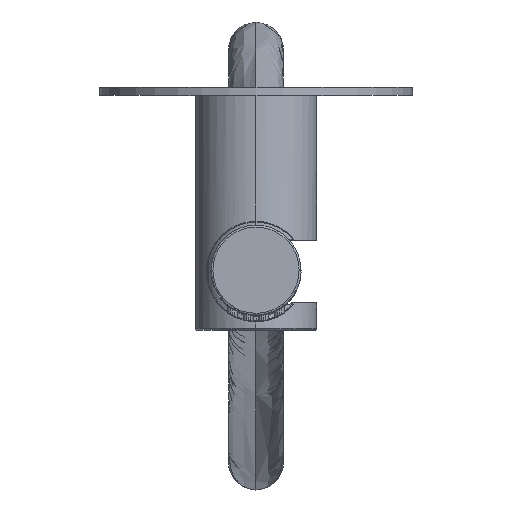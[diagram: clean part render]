
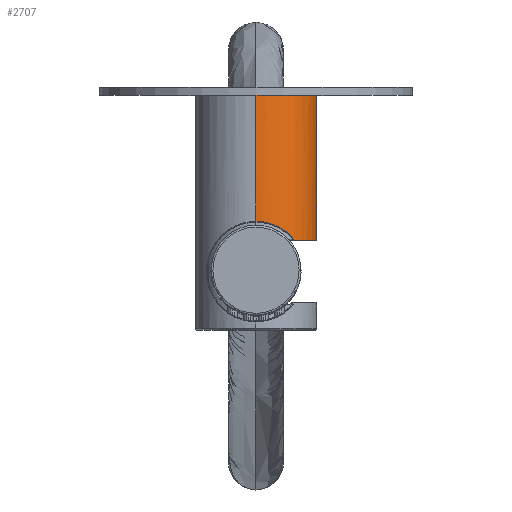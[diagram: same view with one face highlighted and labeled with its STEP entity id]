
A CAD part, top view. The second image highlights one B-rep face of the part: STEP entity #2707.
In plain terms, the highlighted cylindrical face has radius 15.5 mm (diameter 31 mm), a partial arc.
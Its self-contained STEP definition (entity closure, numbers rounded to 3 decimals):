
#2570=CARTESIAN_POINT('Axis2P3D Location',(0.,-32.,0.)) ;
#2576=CARTESIAN_POINT('Control Point',(8.832,-39.,-12.737)) ;
#2577=CARTESIAN_POINT('Control Point',(7.52,-37.584,-13.648)) ;
#2578=CARTESIAN_POINT('Control Point',(5.918,-36.427,-14.508)) ;
#2579=CARTESIAN_POINT('Control Point',(4.055,-35.575,-15.168)) ;
#2580=CARTESIAN_POINT('Control Point',(2.027,-35.15,-15.5)) ;
#2581=CARTESIAN_POINT('Control Point',(0.,-35.15,-15.5)) ;
#2582=CARTESIAN_POINT('Vertex',(8.832,-39.,-12.737)) ;
#2584=CARTESIAN_POINT('Vertex',(0.,-35.15,-15.5)) ;
#2587=CARTESIAN_POINT('Line Origine',(0.,-32.,-15.5)) ;
#2591=CARTESIAN_POINT('Vertex',(0.,-35.,-15.5)) ;
#2595=CARTESIAN_POINT('Control Point',(0.,-10.,-15.5)) ;
#2596=CARTESIAN_POINT('Control Point',(1.04,-10.,-15.5)) ;
#2597=CARTESIAN_POINT('Control Point',(2.081,-10.13,-15.413)) ;
#2598=CARTESIAN_POINT('Control Point',(3.088,-10.391,-15.238)) ;
#2599=CARTESIAN_POINT('Control Point',(4.814,-11.064,-14.794)) ;
#2600=CARTESIAN_POINT('Control Point',(6.322,-12.046,-14.18)) ;
#2601=CARTESIAN_POINT('Control Point',(6.952,-12.542,-13.878)) ;
#2602=CARTESIAN_POINT('Control Point',(8.486,-13.972,-13.04)) ;
#2603=CARTESIAN_POINT('Control Point',(9.677,-15.698,-12.156)) ;
#2604=CARTESIAN_POINT('Control Point',(10.293,-16.88,-11.62)) ;
#2605=CARTESIAN_POINT('Control Point',(10.962,-18.699,-10.969)) ;
#2606=CARTESIAN_POINT('Control Point',(11.295,-20.674,-10.616)) ;
#2607=CARTESIAN_POINT('Control Point',(11.363,-21.276,-10.543)) ;
#2608=CARTESIAN_POINT('Control Point',(11.449,-22.82,-10.448)) ;
#2609=CARTESIAN_POINT('Control Point',(11.318,-24.366,-10.591)) ;
#2610=CARTESIAN_POINT('Control Point',(11.159,-25.279,-10.764)) ;
#2611=CARTESIAN_POINT('Control Point',(10.752,-26.835,-11.18)) ;
#2612=CARTESIAN_POINT('Control Point',(10.141,-28.267,-11.731)) ;
#2613=CARTESIAN_POINT('Control Point',(9.838,-28.866,-11.989)) ;
#2614=CARTESIAN_POINT('Control Point',(9.076,-30.159,-12.592)) ;
#2615=CARTESIAN_POINT('Control Point',(8.138,-31.315,-13.215)) ;
#2616=CARTESIAN_POINT('Control Point',(7.562,-31.913,-13.557)) ;
#2617=CARTESIAN_POINT('Control Point',(5.965,-33.305,-14.385)) ;
#2618=CARTESIAN_POINT('Control Point',(4.03,-34.324,-15.047)) ;
#2619=CARTESIAN_POINT('Control Point',(2.738,-34.775,-15.349)) ;
#2620=CARTESIAN_POINT('Control Point',(1.369,-35.,-15.5)) ;
#2621=CARTESIAN_POINT('Control Point',(0.,-35.,-15.5)) ;
#2622=CARTESIAN_POINT('Vertex',(0.,-10.,-15.5)) ;
#2625=CARTESIAN_POINT('Line Origine',(0.,-32.,-15.5)) ;
#2629=CARTESIAN_POINT('Vertex',(0.,-2.,-15.5)) ;
#2632=CARTESIAN_POINT('Axis2P3D Location',(0.,-2.,0.)) ;
#2636=CARTESIAN_POINT('Vertex',(0.,-2.,15.5)) ;
#2639=CARTESIAN_POINT('Line Origine',(0.,-32.,15.5)) ;
#2643=CARTESIAN_POINT('Vertex',(0.,-34.4,15.5)) ;
#2647=CARTESIAN_POINT('Control Point',(0.,-34.4,15.5)) ;
#2648=CARTESIAN_POINT('Control Point',(2.27,-34.4,15.5)) ;
#2649=CARTESIAN_POINT('Control Point',(4.543,-34.922,15.083)) ;
#2650=CARTESIAN_POINT('Control Point',(6.582,-35.964,14.257)) ;
#2651=CARTESIAN_POINT('Control Point',(8.283,-37.339,13.214)) ;
#2652=CARTESIAN_POINT('Control Point',(9.629,-39.,12.146)) ;
#2653=CARTESIAN_POINT('Vertex',(9.629,-39.,12.146)) ;
#2656=CARTESIAN_POINT('Axis2P3D Location',(0.,-39.,0.)) ;
#2672=CARTESIAN_POINT('Control Point',(9.808,-7.5,-12.002)) ;
#2673=CARTESIAN_POINT('Control Point',(9.808,-6.808,-12.002)) ;
#2674=CARTESIAN_POINT('Control Point',(9.622,-6.116,-12.154)) ;
#2675=CARTESIAN_POINT('Control Point',(9.251,-5.534,-12.46)) ;
#2676=CARTESIAN_POINT('Control Point',(8.375,-4.925,-13.075)) ;
#2677=CARTESIAN_POINT('Control Point',(7.338,-4.979,-13.666)) ;
#2678=CARTESIAN_POINT('Control Point',(6.926,-5.113,-13.876)) ;
#2679=CARTESIAN_POINT('Control Point',(6.216,-5.558,-14.208)) ;
#2680=CARTESIAN_POINT('Control Point',(5.731,-6.281,-14.404)) ;
#2681=CARTESIAN_POINT('Control Point',(5.57,-6.673,-14.465)) ;
#2682=CARTESIAN_POINT('Control Point',(5.49,-7.086,-14.495)) ;
#2683=CARTESIAN_POINT('Control Point',(5.49,-7.5,-14.495)) ;
#2684=CARTESIAN_POINT('Vertex',(9.808,-7.5,-12.002)) ;
#2686=CARTESIAN_POINT('Vertex',(5.49,-7.5,-14.495)) ;
#2690=CARTESIAN_POINT('Control Point',(5.49,-7.5,-14.495)) ;
#2691=CARTESIAN_POINT('Control Point',(5.49,-8.192,-14.495)) ;
#2692=CARTESIAN_POINT('Control Point',(5.714,-8.884,-14.41)) ;
#2693=CARTESIAN_POINT('Control Point',(6.166,-9.466,-14.242)) ;
#2694=CARTESIAN_POINT('Control Point',(7.136,-10.075,-13.791)) ;
#2695=CARTESIAN_POINT('Control Point',(8.166,-10.021,-13.188)) ;
#2696=CARTESIAN_POINT('Control Point',(8.554,-9.887,-12.936)) ;
#2697=CARTESIAN_POINT('Control Point',(9.197,-9.442,-12.487)) ;
#2698=CARTESIAN_POINT('Control Point',(9.609,-8.718,-12.165)) ;
#2699=CARTESIAN_POINT('Control Point',(9.742,-8.328,-12.056)) ;
#2700=CARTESIAN_POINT('Control Point',(9.808,-7.914,-12.002)) ;
#2701=CARTESIAN_POINT('Control Point',(9.808,-7.5,-12.002)) ;
#2589=VECTOR('Line Direction',#2588,1.) ;
#2627=VECTOR('Line Direction',#2626,1.) ;
#2641=VECTOR('Line Direction',#2640,1.) ;
#2571=DIRECTION('Axis2P3D Direction',(0.,1.,0.)) ;
#2572=DIRECTION('Axis2P3D XDirection',(0.,0.,-1.)) ;
#2588=DIRECTION('Vector Direction',(0.,1.,0.)) ;
#2626=DIRECTION('Vector Direction',(0.,1.,0.)) ;
#2633=DIRECTION('Axis2P3D Direction',(0.,1.,0.)) ;
#2640=DIRECTION('Vector Direction',(0.,1.,0.)) ;
#2657=DIRECTION('Axis2P3D Direction',(0.,1.,0.)) ;
#2573=AXIS2_PLACEMENT_3D('Cylinder Axis2P3D',#2570,#2571,#2572) ;
#2634=AXIS2_PLACEMENT_3D('Circle Axis2P3D',#2632,#2633,$) ;
#2658=AXIS2_PLACEMENT_3D('Circle Axis2P3D',#2656,#2657,$) ;
#2590=LINE('Line',#2587,#2589) ;
#2628=LINE('Line',#2625,#2627) ;
#2642=LINE('Line',#2639,#2641) ;
#2635=CIRCLE('generated circle',#2634,15.5) ;
#2659=CIRCLE('generated circle',#2658,15.5) ;
#2574=CYLINDRICAL_SURFACE('generated cylinder',#2573,15.5) ;
#2706=FACE_BOUND('',#2703,.T.) ;
#2586=EDGE_CURVE('',#2583,#2585,#2575,.T.) ;
#2593=EDGE_CURVE('',#2585,#2592,#2590,.T.) ;
#2624=EDGE_CURVE('',#2592,#2623,#2594,.F.) ;
#2631=EDGE_CURVE('',#2623,#2630,#2628,.T.) ;
#2638=EDGE_CURVE('',#2630,#2637,#2635,.F.) ;
#2645=EDGE_CURVE('',#2637,#2644,#2642,.F.) ;
#2655=EDGE_CURVE('',#2644,#2654,#2646,.T.) ;
#2660=EDGE_CURVE('',#2654,#2583,#2659,.T.) ;
#2688=EDGE_CURVE('',#2685,#2687,#2671,.T.) ;
#2702=EDGE_CURVE('',#2687,#2685,#2689,.T.) ;
#2662=ORIENTED_EDGE('',*,*,#2586,.T.) ;
#2663=ORIENTED_EDGE('',*,*,#2593,.T.) ;
#2664=ORIENTED_EDGE('',*,*,#2624,.T.) ;
#2665=ORIENTED_EDGE('',*,*,#2631,.T.) ;
#2666=ORIENTED_EDGE('',*,*,#2638,.T.) ;
#2667=ORIENTED_EDGE('',*,*,#2645,.T.) ;
#2668=ORIENTED_EDGE('',*,*,#2655,.T.) ;
#2669=ORIENTED_EDGE('',*,*,#2660,.T.) ;
#2704=ORIENTED_EDGE('',*,*,#2688,.T.) ;
#2705=ORIENTED_EDGE('',*,*,#2702,.T.) ;
#2661=EDGE_LOOP('',(#2662,#2663,#2664,#2665,#2666,#2667,#2668,#2669)) ;
#2703=EDGE_LOOP('',(#2704,#2705)) ;
#2583=VERTEX_POINT('',#2582) ;
#2585=VERTEX_POINT('',#2584) ;
#2592=VERTEX_POINT('',#2591) ;
#2623=VERTEX_POINT('',#2622) ;
#2630=VERTEX_POINT('',#2629) ;
#2637=VERTEX_POINT('',#2636) ;
#2644=VERTEX_POINT('',#2643) ;
#2654=VERTEX_POINT('',#2653) ;
#2685=VERTEX_POINT('',#2684) ;
#2687=VERTEX_POINT('',#2686) ;
#2707=ADVANCED_FACE('Superficie.51',(#2670,#2706),#2574,.T.) ;
#2575=B_SPLINE_CURVE_WITH_KNOTS('',5,(#2576,#2577,#2578,#2579,#2580,#2581),.UNSPECIFIED.,.F.,.U.,(6,6),(0.,14.812),.UNSPECIFIED.) ;
#2594=B_SPLINE_CURVE_WITH_KNOTS('',5,(#2595,#2596,#2597,#2598,#2599,#2600,#2601,#2602,#2603,#2604,#2605,#2606,#2607,#2608,#2609,#2610,#2611,#2612,#2613,#2614,#2615,#2616,#2617,#2618,#2619,#2620,#2621),.UNSPECIFIED.,.F.,.U.,(6,3,3,3,3,3,3,3,6),(0.,7.432,13.495,23.458,27.71,34.262,39.335,45.691,55.468),.UNSPECIFIED.) ;
#2646=B_SPLINE_CURVE_WITH_KNOTS('',5,(#2647,#2648,#2649,#2650,#2651,#2652),.UNSPECIFIED.,.F.,.U.,(6,6),(0.,16.642),.UNSPECIFIED.) ;
#2671=B_SPLINE_CURVE_WITH_KNOTS('',5,(#2672,#2673,#2674,#2675,#2676,#2677,#2678,#2679,#2680,#2681,#2682,#2683),.UNSPECIFIED.,.F.,.U.,(6,3,3,6),(0.,4.938,8.206,11.159),.UNSPECIFIED.) ;
#2689=B_SPLINE_CURVE_WITH_KNOTS('',5,(#2690,#2691,#2692,#2693,#2694,#2695,#2696,#2697,#2698,#2699,#2700,#2701),.UNSPECIFIED.,.F.,.U.,(6,3,3,6),(0.,4.94,8.209,11.164),.UNSPECIFIED.) ;
#2670=FACE_OUTER_BOUND('',#2661,.T.) ;
